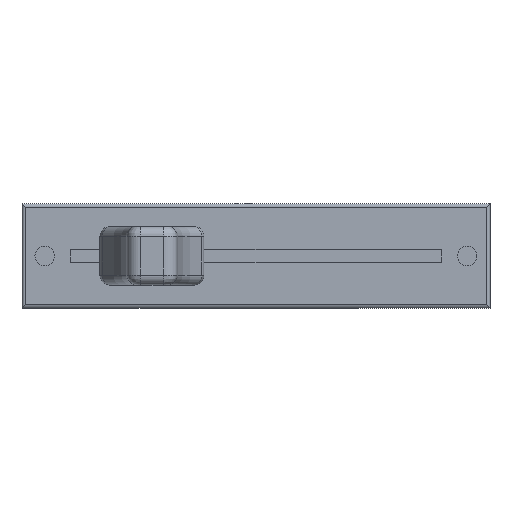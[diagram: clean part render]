
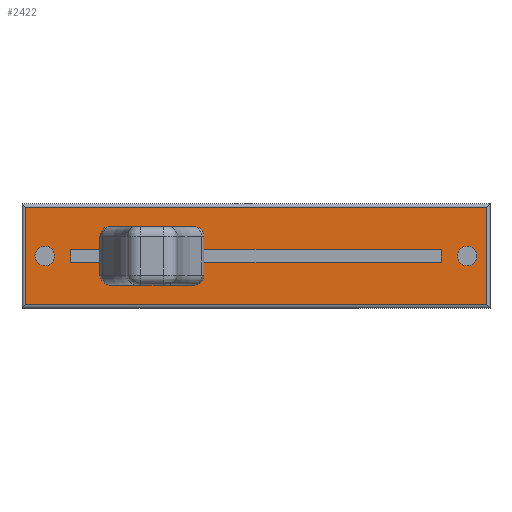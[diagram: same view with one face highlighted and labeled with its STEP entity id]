
A CAD part, top view. The second image highlights one B-rep face of the part: STEP entity #2422.
In plain terms, the highlighted planar face has unit normal (0, 0, 1).
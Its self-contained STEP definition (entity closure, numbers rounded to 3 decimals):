
#28=FACE_BOUND('',#388,.T.);
#29=FACE_BOUND('',#389,.T.);
#30=FACE_BOUND('',#390,.T.);
#87=CIRCLE('',#2650,1.5);
#88=CIRCLE('',#2651,1.5);
#246=FACE_OUTER_BOUND('',#387,.T.);
#387=EDGE_LOOP('',(#2061,#2062,#2063,#2064));
#388=EDGE_LOOP('',(#2065));
#389=EDGE_LOOP('',(#2066));
#390=EDGE_LOOP('',(#2067,#2068,#2069,#2070));
#623=LINE('',#3957,#905);
#625=LINE('',#3965,#907);
#627=LINE('',#3971,#909);
#630=LINE('',#3977,#912);
#644=LINE('',#4011,#926);
#645=LINE('',#4013,#927);
#646=LINE('',#4015,#928);
#647=LINE('',#4016,#929);
#905=VECTOR('',#3181,10.);
#907=VECTOR('',#3189,10.);
#909=VECTOR('',#3195,10.);
#912=VECTOR('',#3202,10.);
#926=VECTOR('',#3226,10.);
#927=VECTOR('',#3227,10.);
#928=VECTOR('',#3228,10.);
#929=VECTOR('',#3229,10.);
#1143=VERTEX_POINT('',#3955);
#1144=VERTEX_POINT('',#3956);
#1147=VERTEX_POINT('',#3964);
#1149=VERTEX_POINT('',#3970);
#1162=VERTEX_POINT('',#4005);
#1163=VERTEX_POINT('',#4007);
#1164=VERTEX_POINT('',#4009);
#1165=VERTEX_POINT('',#4010);
#1166=VERTEX_POINT('',#4012);
#1167=VERTEX_POINT('',#4014);
#1447=EDGE_CURVE('',#1143,#1144,#623,.T.);
#1451=EDGE_CURVE('',#1144,#1147,#625,.T.);
#1454=EDGE_CURVE('',#1147,#1149,#627,.T.);
#1458=EDGE_CURVE('',#1149,#1143,#630,.T.);
#1472=EDGE_CURVE('',#1162,#1162,#87,.T.);
#1473=EDGE_CURVE('',#1163,#1163,#88,.T.);
#1474=EDGE_CURVE('',#1164,#1165,#644,.T.);
#1475=EDGE_CURVE('',#1165,#1166,#645,.T.);
#1476=EDGE_CURVE('',#1166,#1167,#646,.T.);
#1477=EDGE_CURVE('',#1167,#1164,#647,.T.);
#2061=ORIENTED_EDGE('',*,*,#1447,.F.);
#2062=ORIENTED_EDGE('',*,*,#1458,.F.);
#2063=ORIENTED_EDGE('',*,*,#1454,.F.);
#2064=ORIENTED_EDGE('',*,*,#1451,.F.);
#2065=ORIENTED_EDGE('',*,*,#1472,.T.);
#2066=ORIENTED_EDGE('',*,*,#1473,.T.);
#2067=ORIENTED_EDGE('',*,*,#1474,.T.);
#2068=ORIENTED_EDGE('',*,*,#1475,.T.);
#2069=ORIENTED_EDGE('',*,*,#1476,.T.);
#2070=ORIENTED_EDGE('',*,*,#1477,.T.);
#2284=PLANE('',#2649);
#2422=ADVANCED_FACE('',(#246,#28,#29,#30),#2284,.T.);
#2649=AXIS2_PLACEMENT_3D('',#4004,#3220,#3221);
#2650=AXIS2_PLACEMENT_3D('',#4006,#3222,#3223);
#2651=AXIS2_PLACEMENT_3D('',#4008,#3224,#3225);
#3181=DIRECTION('',(0.,-1.,0.));
#3189=DIRECTION('',(-1.,0.,0.));
#3195=DIRECTION('',(0.,1.,0.));
#3202=DIRECTION('',(1.,0.,0.));
#3220=DIRECTION('center_axis',(0.,0.,1.));
#3221=DIRECTION('ref_axis',(1.,0.,0.));
#3222=DIRECTION('center_axis',(0.,0.,-1.));
#3223=DIRECTION('ref_axis',(-1.,0.,0.));
#3224=DIRECTION('center_axis',(0.,0.,-1.));
#3225=DIRECTION('ref_axis',(-1.,0.,0.));
#3226=DIRECTION('',(0.,-1.,0.));
#3227=DIRECTION('',(-1.,0.,0.));
#3228=DIRECTION('',(0.,1.,0.));
#3229=DIRECTION('',(1.,0.,0.));
#3955=CARTESIAN_POINT('',(35.5,7.5,10.2));
#3956=CARTESIAN_POINT('',(35.5,-7.5,10.2));
#3957=CARTESIAN_POINT('',(35.5,-4.,10.2));
#3964=CARTESIAN_POINT('',(-35.5,-7.5,10.2));
#3965=CARTESIAN_POINT('',(-18.,-7.5,10.2));
#3970=CARTESIAN_POINT('',(-35.5,7.5,10.2));
#3971=CARTESIAN_POINT('',(-35.5,4.,10.2));
#3977=CARTESIAN_POINT('',(18.,7.5,10.2));
#4004=CARTESIAN_POINT('Origin',(0.,0.,10.2));
#4005=CARTESIAN_POINT('',(34.,0.,10.2));
#4006=CARTESIAN_POINT('Origin',(32.5,0.,10.2));
#4007=CARTESIAN_POINT('',(-31.,0.,10.2));
#4008=CARTESIAN_POINT('Origin',(-32.5,0.,10.2));
#4009=CARTESIAN_POINT('',(28.5,1.,10.2));
#4010=CARTESIAN_POINT('',(28.5,-1.,10.2));
#4011=CARTESIAN_POINT('',(28.5,0.5,10.2));
#4012=CARTESIAN_POINT('',(-28.5,-1.,10.2));
#4013=CARTESIAN_POINT('',(14.25,-1.,10.2));
#4014=CARTESIAN_POINT('',(-28.5,1.,10.2));
#4015=CARTESIAN_POINT('',(-28.5,-0.5,10.2));
#4016=CARTESIAN_POINT('',(-14.25,1.,10.2));
